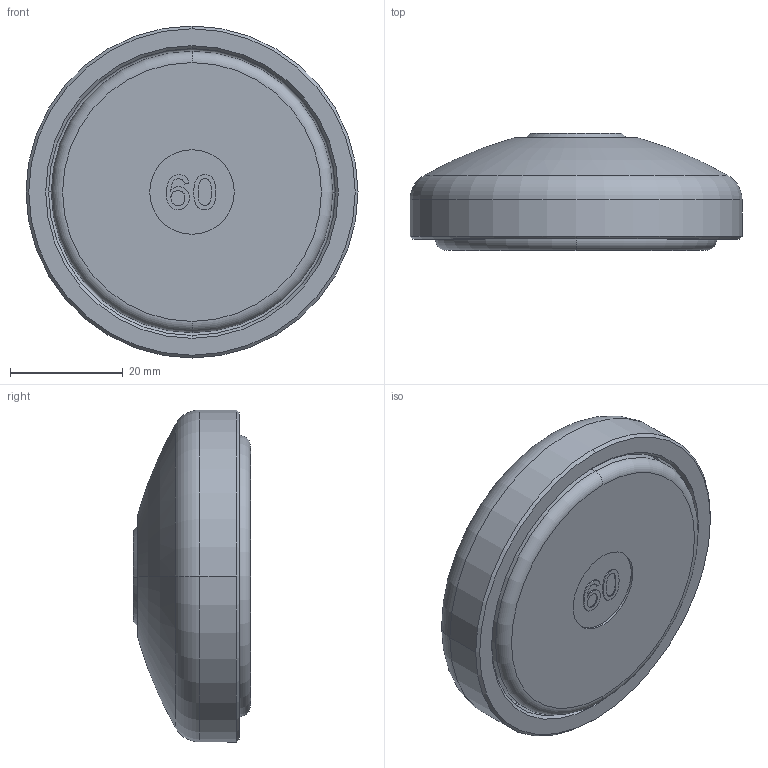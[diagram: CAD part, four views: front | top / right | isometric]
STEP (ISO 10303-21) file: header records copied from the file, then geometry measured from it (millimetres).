
FILE_DESCRIPTION (( 'STEP AP214' ), '1' );
FILE_NAME ('098d060eg.STEP', '2014-08-11T11:57:44', ( '' ), ( '' ), 'SwSTEP 2.0', 'SolidWorks 2014', '' );
FILE_SCHEMA (( 'AUTOMOTIVE_DESIGN' ));
Length unit declared in the file: millimetre
Products named in the file (4): 098dg060_098 dg 060; 098xd2_Standard; 098d060e_Standard; 098d060eg
Assembly tree (3 placements, depth 2):
  098d060eg
    098d060e_Standard
    098xd2_Standard
    098dg060_098 dg 060
Bounding box: 59 x 20.8 x 59 mm (x, y, z)
Volume: 40893.2 mm3; surface area: 14729.9 mm2
Topology: 3 solids, 3 shells, 104 faces, 226 edges, 139 vertices
Faces by surface type: bspline 25, torus 24, cylinder 22, plane 17, cone 14, sphere 2
Entity records: 4416 total; most frequent: CARTESIAN_POINT 2044, DIRECTION 458, ORIENTED_EDGE 452, EDGE_CURVE 226, AXIS2_PLACEMENT_3D 197, VERTEX_POINT 139, EDGE_LOOP 117, CIRCLE 112
